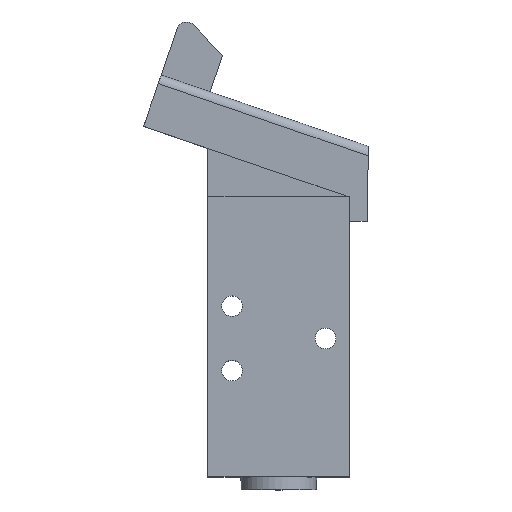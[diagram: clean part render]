
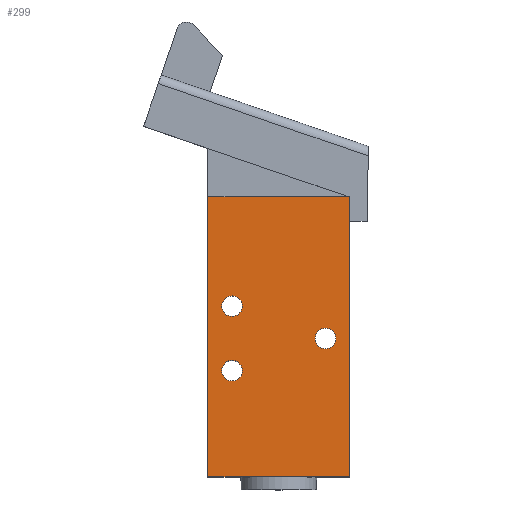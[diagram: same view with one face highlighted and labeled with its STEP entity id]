
A CAD part, top view. The second image highlights one B-rep face of the part: STEP entity #299.
In plain terms, the highlighted planar face has unit normal (0, 0, 1).
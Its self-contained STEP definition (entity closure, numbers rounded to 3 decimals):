
#299 = ADVANCED_FACE( '', ( #595, #596, #597, #598 ), #599, .T. );
#595 = FACE_BOUND( '', #907, .T. );
#596 = FACE_BOUND( '', #908, .T. );
#597 = FACE_BOUND( '', #909, .T. );
#598 = FACE_OUTER_BOUND( '', #910, .T. );
#599 = PLANE( '', #911 );
#907 = EDGE_LOOP( '', ( #1470 ) );
#908 = EDGE_LOOP( '', ( #1471 ) );
#909 = EDGE_LOOP( '', ( #1472 ) );
#910 = EDGE_LOOP( '', ( #1473, #1474, #1475, #1476 ) );
#911 = AXIS2_PLACEMENT_3D( '', #1477, #1478, #1479 );
#1470 = ORIENTED_EDGE( '', *, *, #1981, .F. );
#1471 = ORIENTED_EDGE( '', *, *, #1819, .F. );
#1472 = ORIENTED_EDGE( '', *, *, #1982, .F. );
#1473 = ORIENTED_EDGE( '', *, *, #1826, .T. );
#1474 = ORIENTED_EDGE( '', *, *, #1983, .F. );
#1475 = ORIENTED_EDGE( '', *, *, #1852, .T. );
#1476 = ORIENTED_EDGE( '', *, *, #1984, .T. );
#1477 = CARTESIAN_POINT( '', ( 0., 0., 12. ) );
#1478 = DIRECTION( '', ( 0., 0., 1. ) );
#1479 = DIRECTION( '', ( 1., 0., 0. ) );
#1819 = EDGE_CURVE( '', #2149, #2149, #2150, .T. );
#1826 = EDGE_CURVE( '', #2161, #2159, #2162, .T. );
#1852 = EDGE_CURVE( '', #2202, #2200, #2203, .T. );
#1981 = EDGE_CURVE( '', #2393, #2393, #2394, .T. );
#1982 = EDGE_CURVE( '', #2395, #2395, #2396, .T. );
#1983 = EDGE_CURVE( '', #2202, #2159, #2397, .T. );
#1984 = EDGE_CURVE( '', #2200, #2161, #2398, .T. );
#2149 = VERTEX_POINT( '', #2607 );
#2150 = CIRCLE( '', #2608, 1.6 );
#2159 = VERTEX_POINT( '', #2620 );
#2161 = VERTEX_POINT( '', #2623 );
#2162 = LINE( '', #2624, #2625 );
#2200 = VERTEX_POINT( '', #2675 );
#2202 = VERTEX_POINT( '', #2678 );
#2203 = LINE( '', #2679, #2680 );
#2393 = VERTEX_POINT( '', #2928 );
#2394 = CIRCLE( '', #2929, 1.6 );
#2395 = VERTEX_POINT( '', #2930 );
#2396 = CIRCLE( '', #2931, 1.6 );
#2397 = LINE( '', #2932, #2933 );
#2398 = LINE( '', #2934, #2935 );
#2607 = CARTESIAN_POINT( '', ( 5.35, 26.5, 12. ) );
#2608 = AXIS2_PLACEMENT_3D( '', #3102, #3103, #3104 );
#2620 = CARTESIAN_POINT( '', ( 22., 43.5, 12. ) );
#2623 = CARTESIAN_POINT( '', ( 22., 0., 12. ) );
#2624 = CARTESIAN_POINT( '', ( 22., 0., 12. ) );
#2625 = VECTOR( '', #3112, 1000. );
#2675 = CARTESIAN_POINT( '', ( 0., 0., 12. ) );
#2678 = CARTESIAN_POINT( '', ( 0., 43.5, 12. ) );
#2679 = CARTESIAN_POINT( '', ( 0., 40., 12. ) );
#2680 = VECTOR( '', #3144, 1000. );
#2928 = CARTESIAN_POINT( '', ( 5.35, 16.5, 12. ) );
#2929 = AXIS2_PLACEMENT_3D( '', #3296, #3297, #3298 );
#2930 = CARTESIAN_POINT( '', ( 19.85, 21.5, 12. ) );
#2931 = AXIS2_PLACEMENT_3D( '', #3299, #3300, #3301 );
#2932 = CARTESIAN_POINT( '', ( 0., 43.5, 12. ) );
#2933 = VECTOR( '', #3302, 1000. );
#2934 = CARTESIAN_POINT( '', ( 0., 0., 12. ) );
#2935 = VECTOR( '', #3303, 1000. );
#3102 = CARTESIAN_POINT( '', ( 3.75, 26.5, 12. ) );
#3103 = DIRECTION( '', ( 0., 0., 1. ) );
#3104 = DIRECTION( '', ( 1., 0., 0. ) );
#3112 = DIRECTION( '', ( 0., 1., 0. ) );
#3144 = DIRECTION( '', ( 0., -1., 0. ) );
#3296 = CARTESIAN_POINT( '', ( 3.75, 16.5, 12. ) );
#3297 = DIRECTION( '', ( 0., 0., 1. ) );
#3298 = DIRECTION( '', ( 1., 0., 0. ) );
#3299 = CARTESIAN_POINT( '', ( 18.25, 21.5, 12. ) );
#3300 = DIRECTION( '', ( 0., 0., 1. ) );
#3301 = DIRECTION( '', ( 1., 0., 0. ) );
#3302 = DIRECTION( '', ( 1., 0., 0. ) );
#3303 = DIRECTION( '', ( 1., 0., 0. ) );
